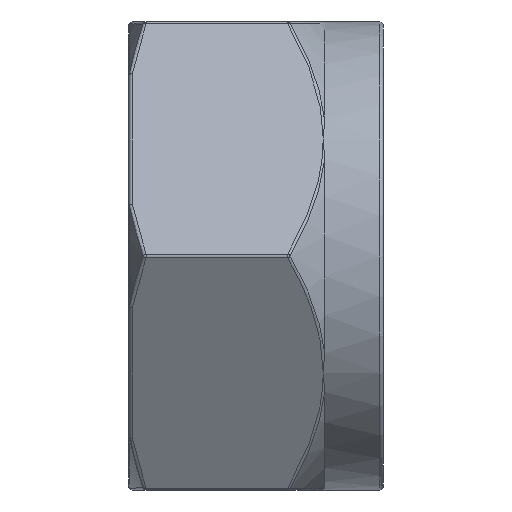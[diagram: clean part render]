
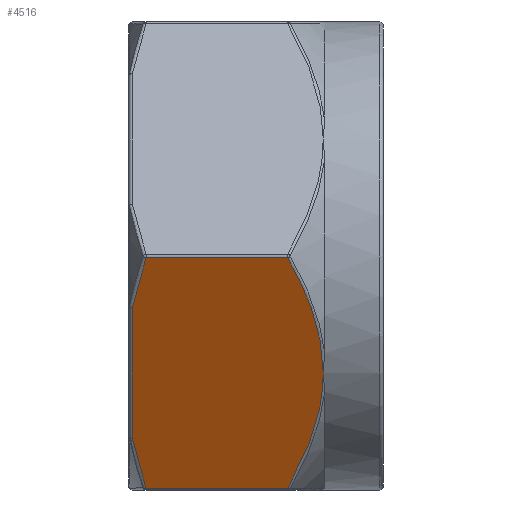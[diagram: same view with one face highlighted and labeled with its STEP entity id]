
A CAD part, front view. The second image highlights one B-rep face of the part: STEP entity #4516.
In plain terms, the highlighted planar face has unit normal (0, -0.866, -0.5).
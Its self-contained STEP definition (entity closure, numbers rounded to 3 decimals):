
#1648=CARTESIAN_POINT('',(-6.54,-9.31,
-15.875));
#1649=CARTESIAN_POINT('',(-6.366,-9.484,
-15.573));
#1650=CARTESIAN_POINT('',(-6.033,-9.832,
-14.971));
#1651=CARTESIAN_POINT('',(-5.577,-10.361,
-14.055));
#1652=CARTESIAN_POINT('',(-5.192,-10.866,
-13.18));
#1653=CARTESIAN_POINT('',(-4.858,-11.373,
-12.302));
#1654=CARTESIAN_POINT('',(-4.579,-11.886,
-11.413));
#1655=CARTESIAN_POINT('',(-4.373,-12.371,
-10.572));
#1656=CARTESIAN_POINT('',(-4.236,-12.808,
-9.816));
#1657=CARTESIAN_POINT('',(-4.153,-13.195,
-9.145));
#1658=CARTESIAN_POINT('',(-4.112,-13.54,
-8.549));
#1659=CARTESIAN_POINT('',(-4.104,-13.754,
-8.177));
#1660=CARTESIAN_POINT('',(-4.104,-13.856,
-8.));
#1662=DIRECTION('',(-1.,0.,0.));
#1663=VECTOR('',#1662,9.678);
#1664=CARTESIAN_POINT('',(-6.54,-9.31,
-15.875));
#1665=LINE('',#1664,#1663);
#1666=CARTESIAN_POINT('',(-17.15,-11.278,
-12.467));
#1667=CARTESIAN_POINT('',(-17.097,-11.131,
-12.721));
#1668=CARTESIAN_POINT('',(-16.985,-10.839,
-13.226));
#1669=CARTESIAN_POINT('',(-16.785,-10.387,
-14.01));
#1670=CARTESIAN_POINT('',(-16.585,-9.979,
-14.715));
#1671=CARTESIAN_POINT('',(-16.396,-9.623,
-15.333));
#1672=CARTESIAN_POINT('',(-16.276,-9.41,
-15.702));
#1673=CARTESIAN_POINT('',(-16.218,-9.31,
-15.875));
#1675=DIRECTION('',(0.,-0.5,0.866));
#1676=VECTOR('',#1675,10.315);
#1677=CARTESIAN_POINT('',(-17.15,-11.278,
-12.467));
#1678=LINE('',#1677,#1676);
#1679=CARTESIAN_POINT('',(-16.218,-18.403,
-0.125));
#1680=CARTESIAN_POINT('',(-16.285,-18.287,
-0.326));
#1681=CARTESIAN_POINT('',(-16.41,-18.065,
-0.71));
#1682=CARTESIAN_POINT('',(-16.569,-17.763,
-1.233));
#1683=CARTESIAN_POINT('',(-16.706,-17.488,
-1.71));
#1684=CARTESIAN_POINT('',(-16.824,-17.236,
-2.146));
#1685=CARTESIAN_POINT('',(-16.926,-17.006,
-2.544));
#1686=CARTESIAN_POINT('',(-17.013,-16.796,
-2.908));
#1687=CARTESIAN_POINT('',(-17.087,-16.606,
-3.237));
#1688=CARTESIAN_POINT('',(-17.13,-16.49,
-3.438));
#1689=CARTESIAN_POINT('',(-17.15,-16.435,
-3.533));
#1691=DIRECTION('',(-1.,0.,0.));
#1692=VECTOR('',#1691,9.678);
#1693=CARTESIAN_POINT('',(-6.54,-18.403,
-0.125));
#1694=LINE('',#1693,#1692);
#1695=CARTESIAN_POINT('',(-4.104,-13.856,
-8.));
#1696=CARTESIAN_POINT('',(-4.104,-14.018,
-7.721));
#1697=CARTESIAN_POINT('',(-4.123,-14.339,
-7.163));
#1698=CARTESIAN_POINT('',(-4.214,-14.831,
-6.311));
#1699=CARTESIAN_POINT('',(-4.356,-15.296,
-5.506));
#1700=CARTESIAN_POINT('',(-4.544,-15.751,
-4.719));
#1701=CARTESIAN_POINT('',(-4.795,-16.232,
-3.885));
#1702=CARTESIAN_POINT('',(-5.132,-16.764,
-2.963));
#1703=CARTESIAN_POINT('',(-5.582,-17.361,
-1.929));
#1704=CARTESIAN_POINT('',(-6.078,-17.93,
-0.944));
#1705=CARTESIAN_POINT('',(-6.389,-18.252,
-0.386));
#1706=CARTESIAN_POINT('',(-6.54,-18.403,
-0.125));
#2532=VERTEX_POINT('',#1648);
#2533=VERTEX_POINT('',#1660);
#2605=CARTESIAN_POINT('',(-16.218,-9.31,
-15.875));
#2606=VERTEX_POINT('',#2605);
#2609=VERTEX_POINT('',#1666);
#2615=CARTESIAN_POINT('',(-17.15,-16.435,
-3.533));
#2616=VERTEX_POINT('',#2615);
#2620=VERTEX_POINT('',#1706);
#2624=CARTESIAN_POINT('',(-16.218,-18.403,
-0.125));
#2625=VERTEX_POINT('',#2624);
#4497=CARTESIAN_POINT('',(0.,-18.475,0.));
#4498=DIRECTION('',(0.,-0.866,-0.5));
#4499=DIRECTION('',(0.,0.5,-0.866));
#4500=AXIS2_PLACEMENT_3D('',#4497,#4498,#4499);
#4501=PLANE('',#4500);
#4502=ORIENTED_EDGE('',*,*,#4311,.F.);
#4504=ORIENTED_EDGE('',*,*,#4503,.T.);
#4506=ORIENTED_EDGE('',*,*,#4505,.F.);
#4508=ORIENTED_EDGE('',*,*,#4507,.T.);
#4510=ORIENTED_EDGE('',*,*,#4509,.F.);
#4512=ORIENTED_EDGE('',*,*,#4511,.F.);
#4513=ORIENTED_EDGE('',*,*,#4487,.F.);
#4514=EDGE_LOOP('',(#4502,#4504,#4506,#4508,#4510,#4512,#4513));
#4515=FACE_OUTER_BOUND('',#4514,.F.);
#1661=B_SPLINE_CURVE_WITH_KNOTS('',3,(#1648,#1649,#1650,#1651,#1652,#1653,#1654,
#1655,#1656,#1657,#1658,#1659,#1660),.UNSPECIFIED.,.F.,.F.,(4,1,1,1,1,1,1,1,1,1,
4),(0.,0.1,0.2,0.3,0.4,0.5,0.6,0.7,0.8,0.9,1.),
.UNSPECIFIED.);
#1674=B_SPLINE_CURVE_WITH_KNOTS('',3,(#1666,#1667,#1668,#1669,#1670,#1671,#1672,
#1673),.UNSPECIFIED.,.F.,.F.,(4,1,1,1,1,4),(0.,0.2,0.4,0.6,0.8,1.),
.UNSPECIFIED.);
#1690=B_SPLINE_CURVE_WITH_KNOTS('',3,(#1679,#1680,#1681,#1682,#1683,#1684,#1685,
#1686,#1687,#1688,#1689),.UNSPECIFIED.,.F.,.F.,(4,1,1,1,1,1,1,1,4),(0.,
0.125,0.25,0.375,0.5,0.625,0.75,0.875,1.),.UNSPECIFIED.);
#1707=B_SPLINE_CURVE_WITH_KNOTS('',3,(#1695,#1696,#1697,#1698,#1699,#1700,#1701,
#1702,#1703,#1704,#1705,#1706),.UNSPECIFIED.,.F.,.F.,(4,1,1,1,1,1,1,1,1,4),
(0.,0.111,0.222,0.333,0.444,
0.556,0.667,0.778,0.889,1.),
.UNSPECIFIED.);
#4311=EDGE_CURVE('',#2532,#2533,#1661,.T.);
#4487=EDGE_CURVE('',#2533,#2620,#1707,.T.);
#4503=EDGE_CURVE('',#2532,#2606,#1665,.T.);
#4505=EDGE_CURVE('',#2609,#2606,#1674,.T.);
#4507=EDGE_CURVE('',#2609,#2616,#1678,.T.);
#4509=EDGE_CURVE('',#2625,#2616,#1690,.T.);
#4511=EDGE_CURVE('',#2620,#2625,#1694,.T.);
#4516=ADVANCED_FACE('',(#4515),#4501,.T.);
